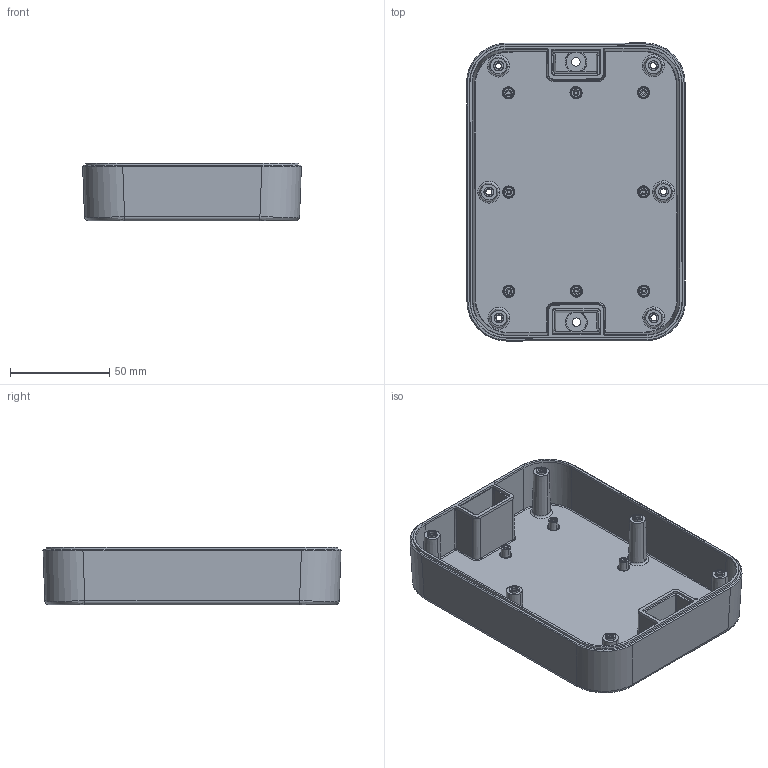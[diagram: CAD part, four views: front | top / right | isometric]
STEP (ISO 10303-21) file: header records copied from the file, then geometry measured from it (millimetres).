
FILE_DESCRIPTION (( 'STEP AP203' ), '1' );
FILE_NAME ('WP11-15-4-BTM.STEP', '2020-10-27T01:37:00', ( '' ), ( '' ), 'SwSTEP 2.0', 'SolidWorks 2016', '' );
FILE_SCHEMA (( 'CONFIG_CONTROL_DESIGN' ));
Length unit declared in the file: millimetre
Products named in the file (2): WP11-15-4-BTM; WP11-15-4_BOTTOM_3_1
Assembly tree (1 placements, depth 2):
  WP11-15-4-BTM
    WP11-15-4_BOTTOM_3_1
Bounding box: 110.22 x 150.15 x 29 mm (x, y, z)
Volume: 99416.5 mm3; surface area: 68944.5 mm2
Topology: 1 solids, 1 shells, 393 faces, 1005 edges, 654 vertices
Faces by surface type: plane 120, cone 112, cylinder 79, torus 48, bspline 34
Entity records: 20932 total; most frequent: CARTESIAN_POINT 11877, ORIENTED_EDGE 1998, DIRECTION 1572, EDGE_CURVE 999, VERTEX_POINT 654, AXIS2_PLACEMENT_3D 602, EDGE_LOOP 455, ADVANCED_FACE 393
